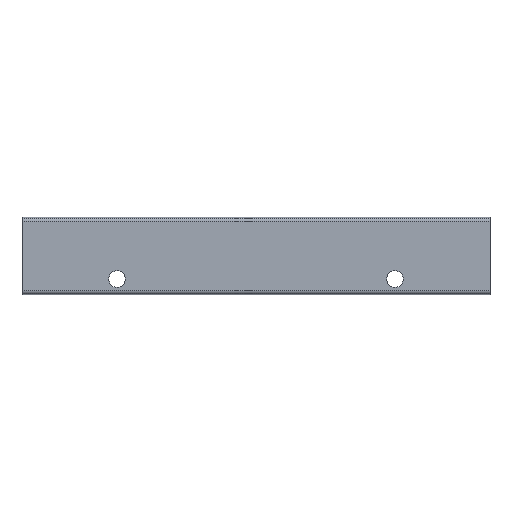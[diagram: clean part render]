
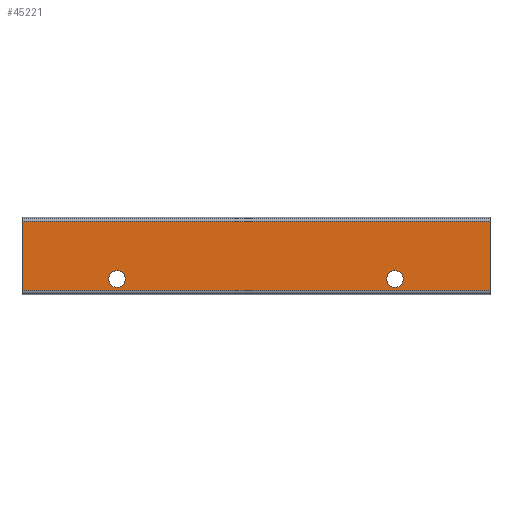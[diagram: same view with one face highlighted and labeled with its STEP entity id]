
A CAD part, top view. The second image highlights one B-rep face of the part: STEP entity #45221.
In plain terms, the highlighted planar face has unit normal (0, 0, 1).
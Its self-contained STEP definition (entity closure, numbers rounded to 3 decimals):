
#143=CARTESIAN_POINT('',(117.75,-9.0,10.0));
#144=VERTEX_POINT('',#143);
#160=CARTESIAN_POINT('',(111.25,-9.0,10.0));
#161=VERTEX_POINT('',#160);
#168=CARTESIAN_POINT('',(114.5,-9.0,10.0));
#169=DIRECTION('',(0.0,0.0,-1.0));
#170=DIRECTION('',(1.0,0.0,0.0));
#171=AXIS2_PLACEMENT_3D('',#168,#169,#170);
#172=CIRCLE('',#171,3.25);
#173=EDGE_CURVE('',#144,#161,#172,.T.);
#185=CARTESIAN_POINT('',(9.75,-9.0,10.0));
#186=VERTEX_POINT('',#185);
#202=CARTESIAN_POINT('',(3.25,-9.0,10.0));
#203=VERTEX_POINT('',#202);
#210=CARTESIAN_POINT('',(6.5,-9.0,10.0));
#211=DIRECTION('',(0.0,0.0,-1.0));
#212=DIRECTION('',(1.0,0.0,0.0));
#213=AXIS2_PLACEMENT_3D('',#210,#211,#212);
#214=CIRCLE('',#213,3.25);
#215=EDGE_CURVE('',#186,#203,#214,.T.);
#235=CARTESIAN_POINT('',(151.5,-13.5,10.0));
#236=VERTEX_POINT('',#235);
#244=CARTESIAN_POINT('',(-30.5,-13.5,10.0));
#245=VERTEX_POINT('',#244);
#246=CARTESIAN_POINT('',(151.5,-13.5,10.0));
#247=DIRECTION('',(-1.0,0.0,0.0));
#248=VECTOR('',#247,182.);
#249=LINE('',#246,#248);
#250=EDGE_CURVE('',#236,#245,#249,.T.);
#361=CARTESIAN_POINT('',(-30.5,13.5,10.0));
#362=VERTEX_POINT('',#361);
#370=CARTESIAN_POINT('',(151.5,13.5,10.0));
#371=VERTEX_POINT('',#370);
#372=CARTESIAN_POINT('',(-30.5,13.5,10.0));
#373=DIRECTION('',(1.0,0.0,0.0));
#374=VECTOR('',#373,182.);
#375=LINE('',#372,#374);
#376=EDGE_CURVE('',#362,#371,#375,.T.);
#44963=CARTESIAN_POINT('',(151.5,13.5,10.0));
#44964=DIRECTION('',(0.0,-1.0,0.0));
#44965=VECTOR('',#44964,27.0);
#44966=LINE('',#44963,#44965);
#44967=EDGE_CURVE('',#371,#236,#44966,.T.);
#45185=CARTESIAN_POINT('',(0.,0.,10.0));
#45186=DIRECTION('',(0.0,0.0,1.0));
#45187=DIRECTION('',(1.0,0.0,0.0));
#45188=AXIS2_PLACEMENT_3D('',#45185,#45186,#45187);
#45189=PLANE('',#45188);
#45190=ORIENTED_EDGE('',*,*,#376,.F.);
#45191=CARTESIAN_POINT('',(-30.5,-13.5,10.0));
#45192=DIRECTION('',(0.0,1.0,0.0));
#45193=VECTOR('',#45192,27.);
#45194=LINE('',#45191,#45193);
#45195=EDGE_CURVE('',#245,#362,#45194,.T.);
#45196=ORIENTED_EDGE('',*,*,#45195,.F.);
#45197=ORIENTED_EDGE('',*,*,#250,.F.);
#45198=ORIENTED_EDGE('',*,*,#44967,.F.);
#45199=EDGE_LOOP('',(#45190,#45196,#45197,#45198));
#45200=FACE_OUTER_BOUND('',#45199,.T.);
#45201=ORIENTED_EDGE('',*,*,#173,.T.);
#45202=CARTESIAN_POINT('',(114.5,-9.0,10.0));
#45203=DIRECTION('',(0.0,0.0,-1.0));
#45204=DIRECTION('',(1.0,0.0,0.0));
#45205=AXIS2_PLACEMENT_3D('',#45202,#45203,#45204);
#45206=CIRCLE('',#45205,3.25);
#45207=EDGE_CURVE('',#161,#144,#45206,.T.);
#45208=ORIENTED_EDGE('',*,*,#45207,.T.);
#45209=EDGE_LOOP('',(#45201,#45208));
#45210=FACE_BOUND('',#45209,.T.);
#45211=ORIENTED_EDGE('',*,*,#215,.T.);
#45212=CARTESIAN_POINT('',(6.5,-9.0,10.0));
#45213=DIRECTION('',(0.0,0.0,-1.0));
#45214=DIRECTION('',(1.0,0.0,0.0));
#45215=AXIS2_PLACEMENT_3D('',#45212,#45213,#45214);
#45216=CIRCLE('',#45215,3.25);
#45217=EDGE_CURVE('',#203,#186,#45216,.T.);
#45218=ORIENTED_EDGE('',*,*,#45217,.T.);
#45219=EDGE_LOOP('',(#45211,#45218));
#45220=FACE_BOUND('',#45219,.T.);
#45221=ADVANCED_FACE('',(#45200,#45210,#45220),#45189,.T.);
